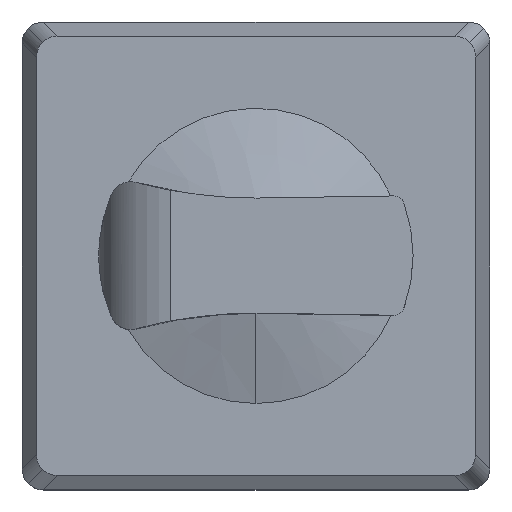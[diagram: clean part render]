
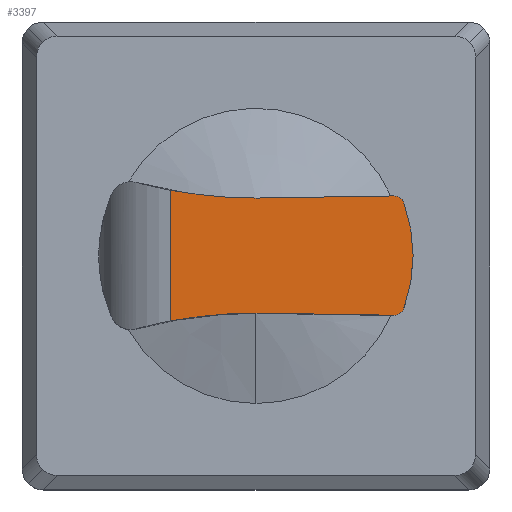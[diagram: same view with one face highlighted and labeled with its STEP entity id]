
A CAD part, top view. The second image highlights one B-rep face of the part: STEP entity #3397.
In plain terms, the highlighted planar face has unit normal (0, 0, 1).
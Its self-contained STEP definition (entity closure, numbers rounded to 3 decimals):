
#102 = DIRECTION ( 'NONE',  ( 1., -0.015, 0. ) ) ;
#252 = LINE ( 'NONE', #2778, #3217 ) ;
#326 = DIRECTION ( 'NONE',  ( 0., 0., 1. ) ) ;
#400 = CIRCLE ( 'NONE', #1028, 1.562 ) ;
#403 = AXIS2_PLACEMENT_3D ( 'NONE', #3529, #1762, #3841 ) ;
#466 = DIRECTION ( 'NONE',  ( 0., 0., -1. ) ) ;
#584 = CARTESIAN_POINT ( 'NONE',  ( 19.088, -6.725, 265.5 ) ) ;
#626 = ORIENTED_EDGE ( 'NONE', *, *, #1867, .T. ) ;
#669 = ORIENTED_EDGE ( 'NONE', *, *, #3882, .T. ) ;
#695 = EDGE_CURVE ( 'NONE', #899, #3581, #3078, .T. ) ;
#712 = DIRECTION ( 'NONE',  ( 0.259, 0.966, 0. ) ) ;
#741 = VERTEX_POINT ( 'NONE', #912 ) ;
#783 = DIRECTION ( 'NONE',  ( 1., 0., 0. ) ) ;
#899 = VERTEX_POINT ( 'NONE', #2653 ) ;
#912 = CARTESIAN_POINT ( 'NONE',  ( 20.552, -7.269, 265.5 ) ) ;
#921 = DIRECTION ( 'NONE',  ( 0.037, -0.999, 0. ) ) ;
#1028 = AXIS2_PLACEMENT_3D ( 'NONE', #2226, #326, #2524 ) ;
#1057 = ORIENTED_EDGE ( 'NONE', *, *, #3444, .T. ) ;
#1076 = ORIENTED_EDGE ( 'NONE', *, *, #3216, .T. ) ;
#1227 = CARTESIAN_POINT ( 'NONE',  ( -11.833, 0., 265.5 ) ) ;
#1233 = DIRECTION ( 'NONE',  ( -1., -0.015, 0. ) ) ;
#1245 = AXIS2_PLACEMENT_3D ( 'NONE', #1766, #466, #2909 ) ;
#1275 = AXIS2_PLACEMENT_3D ( 'NONE', #584, #2765, #921 ) ;
#1318 = ORIENTED_EDGE ( 'NONE', *, *, #695, .T. ) ;
#1368 = VERTEX_POINT ( 'NONE', #2263 ) ;
#1443 = CIRCLE ( 'NONE', #1245, 63.743 ) ;
#1690 = CIRCLE ( 'NONE', #403, 21.429 ) ;
#1762 = DIRECTION ( 'NONE',  ( 0., 0., 1. ) ) ;
#1766 = CARTESIAN_POINT ( 'NONE',  ( -0.115, -71.733, 265.5 ) ) ;
#1867 = EDGE_CURVE ( 'NONE', #1368, #3150, #2838, .T. ) ;
#1966 = VERTEX_POINT ( 'NONE', #2870 ) ;
#2029 = CARTESIAN_POINT ( 'NONE',  ( 0.557, 0., 265.5 ) ) ;
#2073 = FACE_OUTER_BOUND ( 'NONE', #3362, .T. ) ;
#2079 = EDGE_CURVE ( 'NONE', #3391, #899, #1443, .T. ) ;
#2100 = CARTESIAN_POINT ( 'NONE',  ( -11.833, 9.077, 265.5 ) ) ;
#2173 = AXIS2_PLACEMENT_3D ( 'NONE', #2322, #2847, #712 ) ;
#2174 = VECTOR ( 'NONE', #2187, 1000. ) ;
#2187 = DIRECTION ( 'NONE',  ( 0., -1., 0. ) ) ;
#2226 = CARTESIAN_POINT ( 'NONE',  ( 19.088, 6.725, 265.5 ) ) ;
#2263 = CARTESIAN_POINT ( 'NONE',  ( 0., 7.991, 265.5 ) ) ;
#2284 = CARTESIAN_POINT ( 'NONE',  ( 20.552, 7.269, 265.5 ) ) ;
#2322 = CARTESIAN_POINT ( 'NONE',  ( -0.115, 71.733, 265.5 ) ) ;
#2323 = VECTOR ( 'NONE', #102, 1000. ) ;
#2349 = CARTESIAN_POINT ( 'NONE',  ( -11.833, -9.077, 265.5 ) ) ;
#2524 = DIRECTION ( 'NONE',  ( 0.937, 0.348, 0. ) ) ;
#2561 = CIRCLE ( 'NONE', #1275, 1.562 ) ;
#2563 = ORIENTED_EDGE ( 'NONE', *, *, #2079, .T. ) ;
#2644 = DIRECTION ( 'NONE',  ( 0., 0., 1. ) ) ;
#2653 = CARTESIAN_POINT ( 'NONE',  ( 0., -7.991, 265.5 ) ) ;
#2737 = CARTESIAN_POINT ( 'NONE',  ( 19.146, -8.285, 265.5 ) ) ;
#2761 = EDGE_CURVE ( 'NONE', #2874, #1966, #400, .T. ) ;
#2765 = DIRECTION ( 'NONE',  ( 0., 0., 1. ) ) ;
#2778 = CARTESIAN_POINT ( 'NONE',  ( 19.146, 8.285, 265.5 ) ) ;
#2838 = CIRCLE ( 'NONE', #2173, 63.743 ) ;
#2847 = DIRECTION ( 'NONE',  ( 0., 0., -1. ) ) ;
#2870 = CARTESIAN_POINT ( 'NONE',  ( 19.146, 8.285, 265.5 ) ) ;
#2874 = VERTEX_POINT ( 'NONE', #2284 ) ;
#2909 = DIRECTION ( 'NONE',  ( -0.002, -1., 0. ) ) ;
#2941 = LINE ( 'NONE', #1227, #2174 ) ;
#3078 = LINE ( 'NONE', #3308, #2323 ) ;
#3150 = VERTEX_POINT ( 'NONE', #2100 ) ;
#3216 = EDGE_CURVE ( 'NONE', #3581, #741, #2561, .T. ) ;
#3217 = VECTOR ( 'NONE', #1233, 1000. ) ;
#3261 = EDGE_CURVE ( 'NONE', #1966, #1368, #252, .T. ) ;
#3308 = CARTESIAN_POINT ( 'NONE',  ( 0., -7.991, 265.5 ) ) ;
#3358 = AXIS2_PLACEMENT_3D ( 'NONE', #2029, #2644, #783 ) ;
#3362 = EDGE_LOOP ( 'NONE', ( #669, #2563, #1318, #1076, #1057, #3602, #3701, #626 ) ) ;
#3391 = VERTEX_POINT ( 'NONE', #2349 ) ;
#3397 = ADVANCED_FACE ( 'NONE', ( #2073 ), #3495, .T. ) ;
#3444 = EDGE_CURVE ( 'NONE', #741, #2874, #1690, .T. ) ;
#3495 = PLANE ( 'NONE',  #3358 ) ;
#3529 = CARTESIAN_POINT ( 'NONE',  ( 0.394, 0., 265.5 ) ) ;
#3581 = VERTEX_POINT ( 'NONE', #2737 ) ;
#3602 = ORIENTED_EDGE ( 'NONE', *, *, #2761, .T. ) ;
#3701 = ORIENTED_EDGE ( 'NONE', *, *, #3261, .T. ) ;
#3841 = DIRECTION ( 'NONE',  ( 0.941, -0.339, 0. ) ) ;
#3882 = EDGE_CURVE ( 'NONE', #3150, #3391, #2941, .T. ) ;
